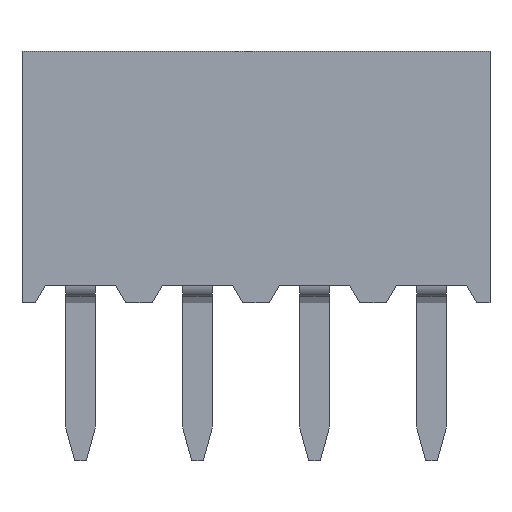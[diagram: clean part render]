
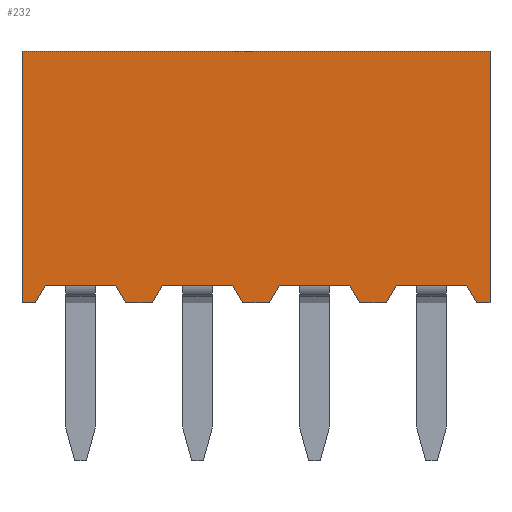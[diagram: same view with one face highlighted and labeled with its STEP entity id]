
A CAD part, front view. The second image highlights one B-rep face of the part: STEP entity #232.
In plain terms, the highlighted planar face has unit normal (0, -1, 0).
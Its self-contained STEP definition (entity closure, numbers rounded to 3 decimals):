
#232=ADVANCED_FACE('',(#5556),#5558,.T.);
#5556=FACE_BOUND('',#5557,.T.);
#5557=EDGE_LOOP('',(#9809,#9810,#9811,#9812,#9813,#9814,#9815,#9816,#9817,#9818,
#9819,#9820,#9821,#9822,#9823,#9824,#9825,#9826,#9827,#9828));
#5558=PLANE('',#5559);
#5559=AXIS2_PLACEMENT_3D('',#5560,#5561,#5562);
#5560=CARTESIAN_POINT('',(-1.,-1.05,0.));
#5561=DIRECTION('',(0.,-1.,0.));
#5562=DIRECTION('',(1.,0.,0.));
#9809=ORIENTED_EDGE('',*,*,#12919,.F.);
#9810=ORIENTED_EDGE('',*,*,#12920,.T.);
#9811=ORIENTED_EDGE('',*,*,#12921,.T.);
#9812=ORIENTED_EDGE('',*,*,#12922,.F.);
#9813=ORIENTED_EDGE('',*,*,#12923,.F.);
#9814=ORIENTED_EDGE('',*,*,#12924,.T.);
#9815=ORIENTED_EDGE('',*,*,#12925,.F.);
#9816=ORIENTED_EDGE('',*,*,#12926,.T.);
#9817=ORIENTED_EDGE('',*,*,#12927,.F.);
#9818=ORIENTED_EDGE('',*,*,#12928,.T.);
#9819=ORIENTED_EDGE('',*,*,#12929,.F.);
#9820=ORIENTED_EDGE('',*,*,#12930,.T.);
#9821=ORIENTED_EDGE('',*,*,#12931,.F.);
#9822=ORIENTED_EDGE('',*,*,#12932,.T.);
#9823=ORIENTED_EDGE('',*,*,#12933,.F.);
#9824=ORIENTED_EDGE('',*,*,#12906,.T.);
#9825=ORIENTED_EDGE('',*,*,#12934,.F.);
#9826=ORIENTED_EDGE('',*,*,#12935,.T.);
#9827=ORIENTED_EDGE('',*,*,#12936,.F.);
#9828=ORIENTED_EDGE('',*,*,#12937,.T.);
#12906=EDGE_CURVE('',#14580,#14581,#14582,.T.);
#12919=EDGE_CURVE('',#14599,#14600,#14601,.F.);
#12920=EDGE_CURVE('',#14599,#14602,#14603,.T.);
#12921=EDGE_CURVE('',#14602,#14604,#14605,.T.);
#12922=EDGE_CURVE('',#14606,#14604,#14607,.T.);
#12923=EDGE_CURVE('',#14608,#14606,#14609,.T.);
#12924=EDGE_CURVE('',#14608,#14610,#14611,.T.);
#12925=EDGE_CURVE('',#14612,#14610,#14613,.F.);
#12926=EDGE_CURVE('',#14614,#14615,#14616,.T.);
#12927=EDGE_CURVE('',#14617,#14618,#14619,.F.);
#12928=EDGE_CURVE('',#14617,#14620,#14621,.T.);
#12929=EDGE_CURVE('',#14622,#14620,#14623,.F.);
#12930=EDGE_CURVE('',#14624,#14625,#14626,.T.);
#12931=EDGE_CURVE('',#14627,#14628,#14629,.F.);
#12932=EDGE_CURVE('',#14627,#14630,#14631,.T.);
#12933=EDGE_CURVE('',#14632,#14630,#14633,.F.);
#12934=EDGE_CURVE('',#14634,#14635,#14636,.F.);
#12935=EDGE_CURVE('',#14634,#14637,#14638,.T.);
#12936=EDGE_CURVE('',#14639,#14637,#14640,.F.);
#12937=EDGE_CURVE('',#14641,#14642,#14643,.T.);
#14580=VERTEX_POINT('',#17374);
#14581=VERTEX_POINT('',#17375);
#14582=LINE('',#17376,#17377);
#14599=VERTEX_POINT('',#17419);
#14600=VERTEX_POINT('',#17420);
#14601=LINE('',#17421,#17422);
#14602=VERTEX_POINT('',#17424);
#14603=LINE('',#17425,#17426);
#14604=VERTEX_POINT('',#17428);
#14605=LINE('',#17429,#17430);
#14606=VERTEX_POINT('',#17432);
#14607=LINE('',#17433,#17434);
#14608=VERTEX_POINT('',#17436);
#14609=LINE('',#17437,#17438);
#14610=VERTEX_POINT('',#17440);
#14611=LINE('',#17441,#17442);
#14612=VERTEX_POINT('',#17444);
#14613=LINE('',#17445,#17446);
#14614=VERTEX_POINT('',#17448);
#14615=VERTEX_POINT('',#17449);
#14616=LINE('',#17450,#17451);
#14617=VERTEX_POINT('',#17453);
#14618=VERTEX_POINT('',#17454);
#14619=LINE('',#17455,#17456);
#14620=VERTEX_POINT('',#17458);
#14621=LINE('',#17459,#17460);
#14622=VERTEX_POINT('',#17462);
#14623=LINE('',#17463,#17464);
#14624=VERTEX_POINT('',#17466);
#14625=VERTEX_POINT('',#17467);
#14626=LINE('',#17468,#17469);
#14627=VERTEX_POINT('',#17471);
#14628=VERTEX_POINT('',#17472);
#14629=LINE('',#17473,#17474);
#14630=VERTEX_POINT('',#17476);
#14631=LINE('',#17477,#17478);
#14632=VERTEX_POINT('',#17480);
#14633=LINE('',#17481,#17482);
#14634=VERTEX_POINT('',#17484);
#14635=VERTEX_POINT('',#17485);
#14636=LINE('',#17486,#17487);
#14637=VERTEX_POINT('',#17489);
#14638=LINE('',#17490,#17491);
#14639=VERTEX_POINT('',#17493);
#14640=LINE('',#17494,#17495);
#14641=VERTEX_POINT('',#17497);
#14642=VERTEX_POINT('',#17498);
#14643=LINE('',#17499,#17500);
#17374=CARTESIAN_POINT('',(3.4,-1.05,0.3));
#17375=CARTESIAN_POINT('',(4.6,-1.05,0.3));
#17376=CARTESIAN_POINT('',(3.4,-1.05,0.3));
#17377=VECTOR('',#17378,1.);
#17378=DIRECTION('',(1.,0.,0.));
#17419=CARTESIAN_POINT('',(6.773,-1.05,0.));
#17420=CARTESIAN_POINT('',(6.6,-1.05,0.3));
#17421=CARTESIAN_POINT('',(6.6,-1.05,0.3));
#17422=VECTOR('',#17423,1.);
#17423=DIRECTION('',(0.5,0.,-0.866));
#17424=CARTESIAN_POINT('',(7.,-1.05,0.));
#17425=CARTESIAN_POINT('',(6.773,-1.05,0.));
#17426=VECTOR('',#17427,1.);
#17427=DIRECTION('',(1.,0.,0.));
#17428=CARTESIAN_POINT('',(7.,-1.05,4.3));
#17429=CARTESIAN_POINT('',(7.,-1.05,0.));
#17430=VECTOR('',#17431,1.);
#17431=DIRECTION('',(0.,0.,1.));
#17432=CARTESIAN_POINT('',(-1.,-1.05,4.3));
#17433=CARTESIAN_POINT('',(-1.,-1.05,4.3));
#17434=VECTOR('',#17435,1.);
#17435=DIRECTION('',(1.,0.,0.));
#17436=CARTESIAN_POINT('',(-1.,-1.05,0.));
#17437=CARTESIAN_POINT('',(-1.,-1.05,0.));
#17438=VECTOR('',#17439,1.);
#17439=DIRECTION('',(0.,0.,1.));
#17440=CARTESIAN_POINT('',(-0.773,-1.05,0.));
#17441=CARTESIAN_POINT('',(-1.,-1.05,0.));
#17442=VECTOR('',#17443,1.);
#17443=DIRECTION('',(1.,0.,0.));
#17444=CARTESIAN_POINT('',(-0.6,-1.05,0.3));
#17445=CARTESIAN_POINT('',(-0.773,-1.05,0.));
#17446=VECTOR('',#17447,1.);
#17447=DIRECTION('',(0.5,0.,0.866));
#17448=CARTESIAN_POINT('',(-0.6,-1.05,0.3));
#17449=CARTESIAN_POINT('',(0.6,-1.05,0.3));
#17450=CARTESIAN_POINT('',(-0.6,-1.05,0.3));
#17451=VECTOR('',#17452,1.);
#17452=DIRECTION('',(1.,0.,0.));
#17453=CARTESIAN_POINT('',(0.773,-1.05,0.));
#17454=CARTESIAN_POINT('',(0.6,-1.05,0.3));
#17455=CARTESIAN_POINT('',(0.6,-1.05,0.3));
#17456=VECTOR('',#17457,1.);
#17457=DIRECTION('',(0.5,0.,-0.866));
#17458=CARTESIAN_POINT('',(1.227,-1.05,0.));
#17459=CARTESIAN_POINT('',(0.773,-1.05,0.));
#17460=VECTOR('',#17461,1.);
#17461=DIRECTION('',(1.,0.,0.));
#17462=CARTESIAN_POINT('',(1.4,-1.05,0.3));
#17463=CARTESIAN_POINT('',(1.227,-1.05,0.));
#17464=VECTOR('',#17465,1.);
#17465=DIRECTION('',(0.5,0.,0.866));
#17466=CARTESIAN_POINT('',(1.4,-1.05,0.3));
#17467=CARTESIAN_POINT('',(2.6,-1.05,0.3));
#17468=CARTESIAN_POINT('',(1.4,-1.05,0.3));
#17469=VECTOR('',#17470,1.);
#17470=DIRECTION('',(1.,0.,0.));
#17471=CARTESIAN_POINT('',(2.773,-1.05,0.));
#17472=CARTESIAN_POINT('',(2.6,-1.05,0.3));
#17473=CARTESIAN_POINT('',(2.6,-1.05,0.3));
#17474=VECTOR('',#17475,1.);
#17475=DIRECTION('',(0.5,0.,-0.866));
#17476=CARTESIAN_POINT('',(3.227,-1.05,0.));
#17477=CARTESIAN_POINT('',(2.773,-1.05,0.));
#17478=VECTOR('',#17479,1.);
#17479=DIRECTION('',(1.,0.,0.));
#17480=CARTESIAN_POINT('',(3.4,-1.05,0.3));
#17481=CARTESIAN_POINT('',(3.227,-1.05,0.));
#17482=VECTOR('',#17483,1.);
#17483=DIRECTION('',(0.5,0.,0.866));
#17484=CARTESIAN_POINT('',(4.773,-1.05,0.));
#17485=CARTESIAN_POINT('',(4.6,-1.05,0.3));
#17486=CARTESIAN_POINT('',(4.6,-1.05,0.3));
#17487=VECTOR('',#17488,1.);
#17488=DIRECTION('',(0.5,0.,-0.866));
#17489=CARTESIAN_POINT('',(5.227,-1.05,0.));
#17490=CARTESIAN_POINT('',(4.773,-1.05,0.));
#17491=VECTOR('',#17492,1.);
#17492=DIRECTION('',(1.,0.,0.));
#17493=CARTESIAN_POINT('',(5.4,-1.05,0.3));
#17494=CARTESIAN_POINT('',(5.227,-1.05,0.));
#17495=VECTOR('',#17496,1.);
#17496=DIRECTION('',(0.5,0.,0.866));
#17497=CARTESIAN_POINT('',(5.4,-1.05,0.3));
#17498=CARTESIAN_POINT('',(6.6,-1.05,0.3));
#17499=CARTESIAN_POINT('',(5.4,-1.05,0.3));
#17500=VECTOR('',#17501,1.);
#17501=DIRECTION('',(1.,0.,0.));
